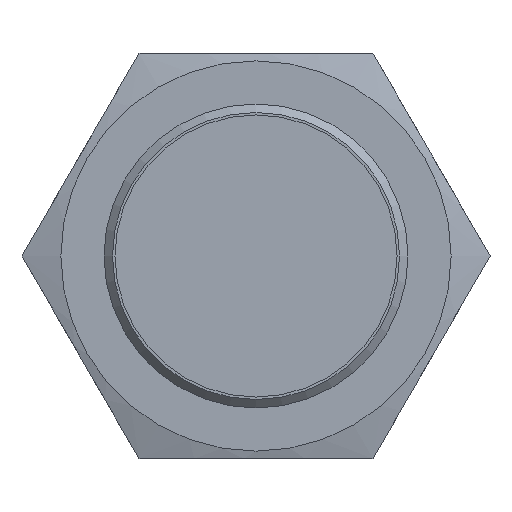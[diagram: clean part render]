
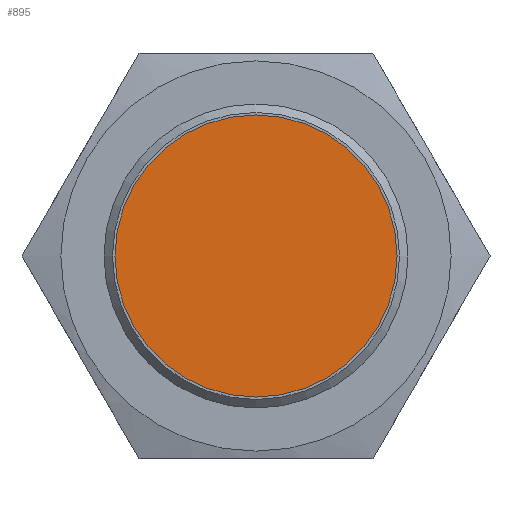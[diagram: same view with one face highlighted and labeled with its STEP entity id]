
A CAD part, front view. The second image highlights one B-rep face of the part: STEP entity #895.
In plain terms, the highlighted planar face has unit normal (0, -1, 0).
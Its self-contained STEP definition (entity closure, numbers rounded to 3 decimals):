
#90=CIRCLE('',#1015,8.35);
#150=FACE_OUTER_BOUND('',#215,.T.);
#215=EDGE_LOOP('',(#726));
#398=VERTEX_POINT('',#1546);
#510=EDGE_CURVE('',#398,#398,#90,.T.);
#726=ORIENTED_EDGE('',*,*,#510,.T.);
#788=PLANE('',#1014);
#895=ADVANCED_FACE('',(#150),#788,.T.);
#1014=AXIS2_PLACEMENT_3D('',#1545,#1243,#1244);
#1015=AXIS2_PLACEMENT_3D('',#1547,#1245,#1246);
#1243=DIRECTION('center_axis',(0.,-1.,0.));
#1244=DIRECTION('ref_axis',(0.,0.,-1.));
#1245=DIRECTION('center_axis',(0.,-1.,0.));
#1246=DIRECTION('ref_axis',(1.,0.,0.));
#1545=CARTESIAN_POINT('Origin',(4.175,-24.,0.));
#1546=CARTESIAN_POINT('',(-8.35,-24.,0.));
#1547=CARTESIAN_POINT('Origin',(0.,-24.,0.));
